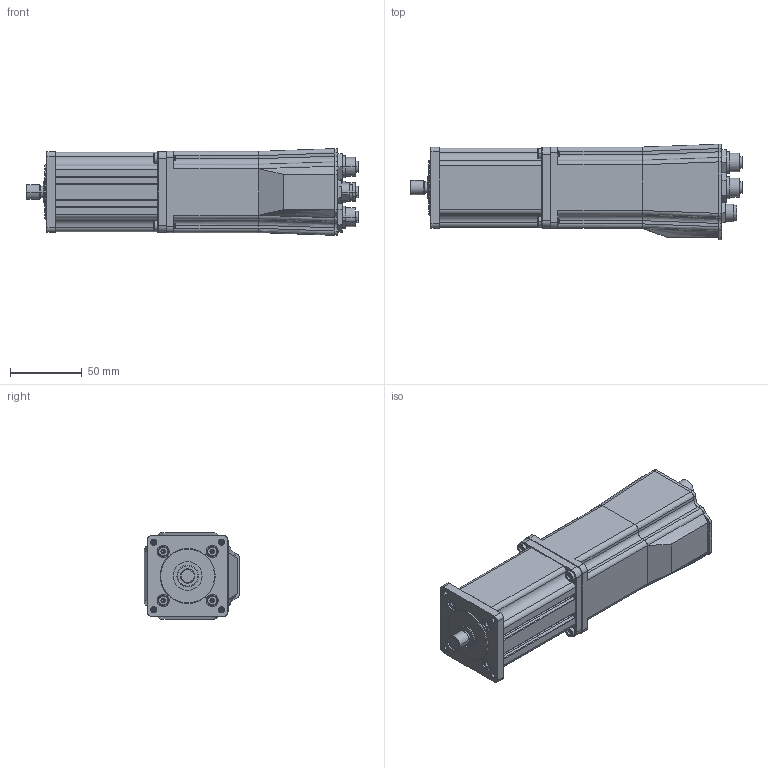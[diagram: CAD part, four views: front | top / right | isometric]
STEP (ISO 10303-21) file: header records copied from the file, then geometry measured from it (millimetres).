
FILE_DESCRIPTION (( 'STEP AP203' ), '1' );
FILE_NAME ('MIS232 with NEMA23 Captive Housing A-71,1.STEP', '2023-07-21T10:50:07', ( '' ), ( '' ), 'SwSTEP 2.0', 'SolidWorks 2023', '' );
FILE_SCHEMA (( 'CONFIG_CONTROL_DESIGN' ));
Length unit declared in the file: millimetre
Products named in the file (8): MIS232 with NEMA23 Captive Housing A-71,1; HDIL23ZXZ-ROD_Z) PL-35,8; HDIL23ZXZ-HOUSE_E) PL-71,1 AL-83,1; MIS232 flange for captive housing mockup_IN WORK name (whatever); socket thin pilot cap screw_din_DIN 6912 - M4 x 12 --- 8.5N; socket thin pilot cap screw_din_DIN 6912 - M4 x 10 --- 6.5N; HDIL23CXX-FFLANGE; MIS232
Assembly tree (13 placements, depth 2):
  MIS232 with NEMA23 Captive Housing A-71,1
    MIS232
    HDIL23ZXZ-HOUSE_E) PL-71,1 AL-83,1
    HDIL23CXX-FFLANGE
    HDIL23ZXZ-ROD_Z) PL-35,8
    MIS232 flange for captive housing mockup_IN WORK name (whatever)
    socket thin pilot cap screw_din_DIN 6912 - M4 x 10 --- 6.5N  x4
    socket thin pilot cap screw_din_DIN 6912 - M4 x 12 --- 8.5N  x4
Bounding box: 230.6 x 66.2 x 60.2 mm (x, y, z)
Volume: 487282.6 mm3; surface area: 92075.3 mm2
Topology: 13 solids, 13 shells, 794 faces, 1886 edges, 1160 vertices
Faces by surface type: plane 329, cylinder 307, cone 112, torus 32, bspline 14
Entity records: 19865 total; most frequent: CARTESIAN_POINT 4163, DIRECTION 3223, ORIENTED_EDGE 2936, EDGE_CURVE 1468, AXIS2_PLACEMENT_3D 1200, VERTEX_POINT 938, LINE 823, VECTOR 823
